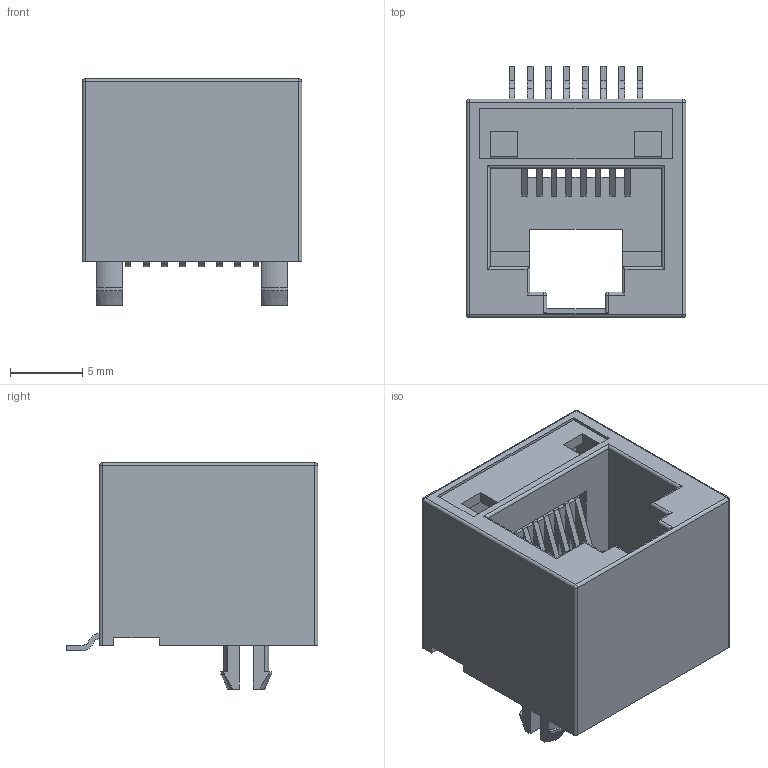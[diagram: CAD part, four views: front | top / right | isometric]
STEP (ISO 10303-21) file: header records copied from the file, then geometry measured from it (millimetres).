
FILE_DESCRIPTION(/* description */ ('Unknown'),/* implementation_level */ '2;1');
FILE_NAME(/* name */ 'J_Wurth_WR-MJ_634008138121',/* time_stamp */ '2025-07-08T10:01:24+08:00',/* author */ ('Unknown'),/* organization */ ('Unknown'),/* preprocessor_version */ 'ST-DEVELOPER v19.4',/* originating_system */ 'Solid Edge',/* authorisation */ 'Unknown');
FILE_SCHEMA (('AUTOMOTIVE_DESIGN {1 0 10303 214 3 1 1}'));
Length unit declared in the file: millimetre
Products named in the file (2): J_Wurth_WR-MJ_634008138121
Assembly tree (1 placements, depth 2):
  J_Wurth_WR-MJ_634008138121
    J_Wurth_WR-MJ_634008138121
Bounding box: 15.24 x 17.45 x 15.7 mm (x, y, z)
Volume: 1300.1 mm3; surface area: 2500 mm2
Topology: 1 solids, 3 shells, 535 faces, 1546 edges, 941 vertices
Faces by surface type: plane 398, cylinder 119, sphere 14, cone 4
Full cylindrical faces by diameter (mm): 1 x2
Entity records: 20955 total; most frequent: ORIENTED_EDGE 3058, CARTESIAN_POINT 3030, DIRECTION 2839, EDGE_CURVE 1529, LINE 1277, VECTOR 1277, VERTEX_POINT 940, AXIS2_PLACEMENT_3D 781
